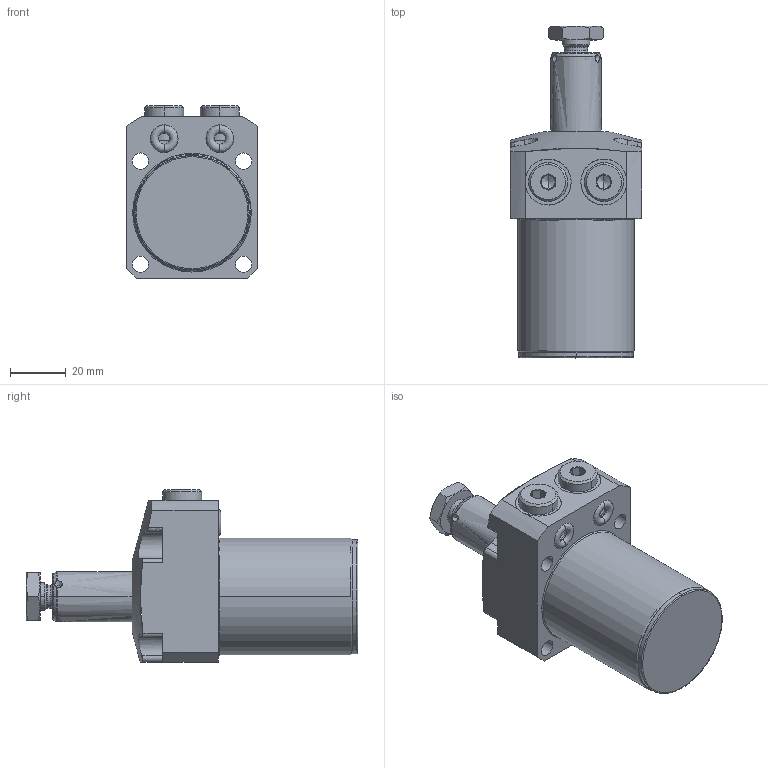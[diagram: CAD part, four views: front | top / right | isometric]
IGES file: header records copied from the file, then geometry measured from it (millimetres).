
Start section:  PTC IGES file: ilcml1403200l.igs
Global section: file name: ilcml1403200l.igs; native system: Pro/ENGINEER by Parametric Technology Corporation; preprocessor: 2007460; author: QAM; organization: Unknown; date: 20130710.111346; units: millimetre
Bounding box: 47 x 119 x 61.81 mm (x, y, z)
Surface area: 24392.5 mm2 (no closed solid volume)
Topology: 0 solids, 0 shells, 215 faces, 1034 edges, 1024 vertices
Faces by surface type: revolution 147, bspline 68
